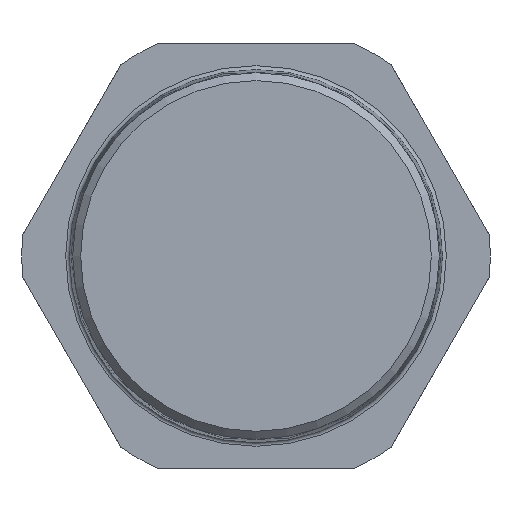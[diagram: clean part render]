
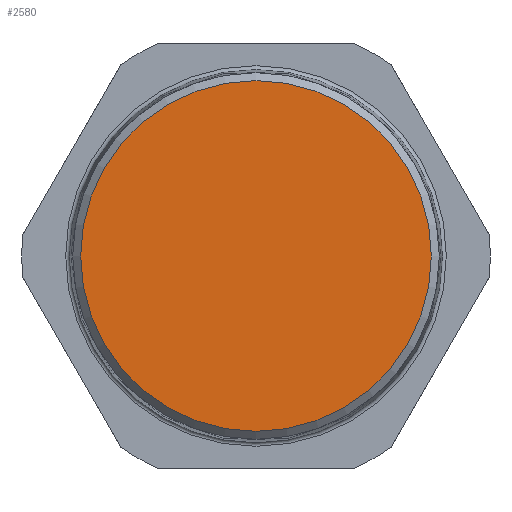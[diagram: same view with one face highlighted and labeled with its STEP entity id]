
A CAD part, left-side view. The second image highlights one B-rep face of the part: STEP entity #2580.
In plain terms, the highlighted planar face has unit normal (-1, 0, 0).
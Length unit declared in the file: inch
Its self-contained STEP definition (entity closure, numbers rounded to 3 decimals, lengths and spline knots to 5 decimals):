
#84=PLANE('',#2908);
#521=FACE_OUTER_BOUND('',#660,.T.);
#660=EDGE_LOOP('',(#2126));
#897=CIRCLE('',#2909,0.89352);
#1176=VERTEX_POINT('',#4798);
#1518=EDGE_CURVE('',#1176,#1176,#897,.T.);
#2126=ORIENTED_EDGE('',*,*,#1518,.F.);
#2580=ADVANCED_FACE('',(#521),#84,.T.);
#2908=AXIS2_PLACEMENT_3D('',#4797,#3610,#3611);
#2909=AXIS2_PLACEMENT_3D('',#4799,#3612,#3613);
#3610=DIRECTION('center_axis',(-1.,0.,0.));
#3611=DIRECTION('ref_axis',(0.,0.,
-1.));
#3612=DIRECTION('center_axis',(1.,0.,0.));
#3613=DIRECTION('ref_axis',(0.,1.,0.));
#4797=CARTESIAN_POINT('Origin',(-1.84606,-0.93289,0.));
#4798=CARTESIAN_POINT('',(-1.84606,-0.89352,0.));
#4799=CARTESIAN_POINT('Origin',(-1.84606,0.,0.));
